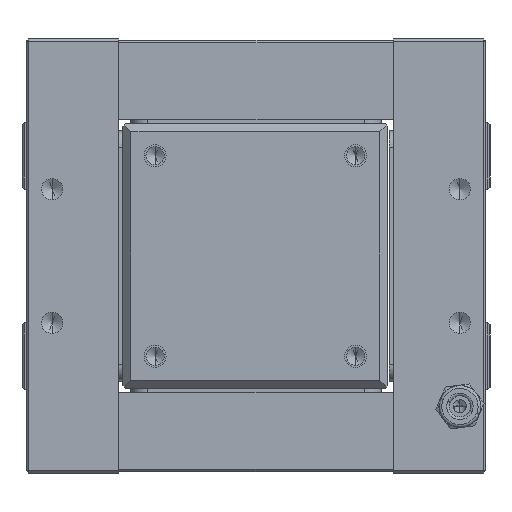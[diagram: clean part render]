
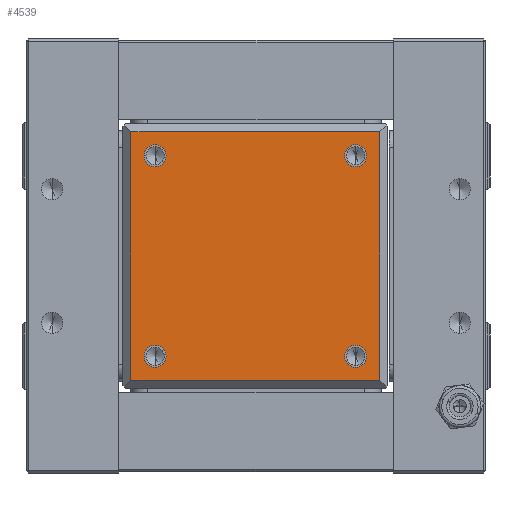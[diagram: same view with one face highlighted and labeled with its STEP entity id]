
A CAD part, left-side view. The second image highlights one B-rep face of the part: STEP entity #4539.
In plain terms, the highlighted planar face has unit normal (-1, 0, 0).
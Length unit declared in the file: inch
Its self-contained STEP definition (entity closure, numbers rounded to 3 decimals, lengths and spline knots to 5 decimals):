
#4 = CARTESIAN_POINT ( 'NONE',  ( -4.5, -0.99, -0.93 ) ) ;
#683 = CARTESIAN_POINT ( 'NONE',  ( -4.5, 0.75, -0.75 ) ) ;
#832 = CIRCLE ( 'NONE', #10324, 0.082 ) ;
#890 = PLANE ( 'NONE',  #26113 ) ;
#1087 = EDGE_CURVE ( 'NONE', #12959, #29213, #32384, .T. ) ;
#1145 = EDGE_CURVE ( 'NONE', #20827, #35241, #6011, .T. ) ;
#1207 = ORIENTED_EDGE ( 'NONE', *, *, #21923, .T. ) ;
#1221 = EDGE_CURVE ( 'NONE', #10828, #14652, #3149, .T. ) ;
#1385 = ORIENTED_EDGE ( 'NONE', *, *, #17167, .T. ) ;
#2144 = ORIENTED_EDGE ( 'NONE', *, *, #1221, .T. ) ;
#2616 = CIRCLE ( 'NONE', #37874, 0.082 ) ;
#2644 = CARTESIAN_POINT ( 'NONE',  ( -4.5, 0.75, 0.75 ) ) ;
#2738 = DIRECTION ( 'NONE',  ( 0., 0., 1. ) ) ;
#3079 = DIRECTION ( 'NONE',  ( 0., -1., 0. ) ) ;
#3149 = LINE ( 'NONE', #8608, #34776 ) ;
#3542 = CIRCLE ( 'NONE', #9682, 0.082 ) ;
#3726 = DIRECTION ( 'NONE',  ( 0., 0., 1. ) ) ;
#3966 = DIRECTION ( 'NONE',  ( 0., 0., -1. ) ) ;
#4336 = FACE_BOUND ( 'NONE', #30721, .T. ) ;
#4539 = ADVANCED_FACE ( 'NONE', ( #5326, #37923, #20638, #21617, #4336 ), #890, .F. ) ;
#5326 = FACE_OUTER_BOUND ( 'NONE', #9209, .T. ) ;
#5696 = DIRECTION ( 'NONE',  ( 0., 0., 1. ) ) ;
#5804 = CARTESIAN_POINT ( 'NONE',  ( -4.5, -0.75, -0.75 ) ) ;
#5885 = DIRECTION ( 'NONE',  ( -1., 0., 0. ) ) ;
#5963 = AXIS2_PLACEMENT_3D ( 'NONE', #24235, #5885, #27307 ) ;
#6011 = CIRCLE ( 'NONE', #35839, 0.082 ) ;
#6234 = ORIENTED_EDGE ( 'NONE', *, *, #1087, .F. ) ;
#6369 = CARTESIAN_POINT ( 'NONE',  ( -4.5, -0.75, -0.75 ) ) ;
#6576 = ORIENTED_EDGE ( 'NONE', *, *, #22982, .T. ) ;
#7793 = CARTESIAN_POINT ( 'NONE',  ( -4.5, 0.75, -0.832 ) ) ;
#8396 = CARTESIAN_POINT ( 'NONE',  ( -4.5, 0.75, -0.75 ) ) ;
#8550 = CARTESIAN_POINT ( 'NONE',  ( -4.5, -0.75, 0.75 ) ) ;
#8608 = CARTESIAN_POINT ( 'NONE',  ( -4.5, -0.99, 0.93 ) ) ;
#9209 = EDGE_LOOP ( 'NONE', ( #1207, #6576, #2144, #1385 ) ) ;
#9416 = DIRECTION ( 'NONE',  ( -1., 0., 0. ) ) ;
#9433 = DIRECTION ( 'NONE',  ( 0., 0., 1. ) ) ;
#9456 = ORIENTED_EDGE ( 'NONE', *, *, #27227, .F. ) ;
#9682 = AXIS2_PLACEMENT_3D ( 'NONE', #2644, #24080, #5696 ) ;
#9957 = LINE ( 'NONE', #4, #33471 ) ;
#9989 = CARTESIAN_POINT ( 'NONE',  ( -4.5, -0.99, 0.99 ) ) ;
#10324 = AXIS2_PLACEMENT_3D ( 'NONE', #8396, #29861, #11490 ) ;
#10574 = AXIS2_PLACEMENT_3D ( 'NONE', #6369, #27788, #9433 ) ;
#10828 = VERTEX_POINT ( 'NONE', #30949 ) ;
#11490 = DIRECTION ( 'NONE',  ( 0., 0., 1. ) ) ;
#11658 = DIRECTION ( 'NONE',  ( 0., 0., 1. ) ) ;
#11741 = DIRECTION ( 'NONE',  ( 0., 0., 1. ) ) ;
#11935 = CIRCLE ( 'NONE', #21938, 0.082 ) ;
#12596 = EDGE_CURVE ( 'NONE', #14967, #34849, #11935, .T. ) ;
#12921 = ORIENTED_EDGE ( 'NONE', *, *, #28164, .F. ) ;
#12959 = VERTEX_POINT ( 'NONE', #36173 ) ;
#14652 = VERTEX_POINT ( 'NONE', #27907 ) ;
#14967 = VERTEX_POINT ( 'NONE', #21920 ) ;
#16129 = ORIENTED_EDGE ( 'NONE', *, *, #30602, .F. ) ;
#17167 = EDGE_CURVE ( 'NONE', #14652, #38393, #27923, .T. ) ;
#19900 = ORIENTED_EDGE ( 'NONE', *, *, #1145, .F. ) ;
#20604 = CARTESIAN_POINT ( 'NONE',  ( -4.5, -0.75, 0.832 ) ) ;
#20638 = FACE_BOUND ( 'NONE', #39208, .T. ) ;
#20788 = DIRECTION ( 'NONE',  ( 0., 1., 0. ) ) ;
#20827 = VERTEX_POINT ( 'NONE', #29978 ) ;
#21405 = AXIS2_PLACEMENT_3D ( 'NONE', #30860, #9416, #27768 ) ;
#21484 = CARTESIAN_POINT ( 'NONE',  ( -4.5, 0.93, -0.93 ) ) ;
#21617 = FACE_BOUND ( 'NONE', #24954, .T. ) ;
#21920 = CARTESIAN_POINT ( 'NONE',  ( -4.5, 0.75, -0.668 ) ) ;
#21923 = EDGE_CURVE ( 'NONE', #38393, #32112, #9957, .T. ) ;
#21938 = AXIS2_PLACEMENT_3D ( 'NONE', #683, #22061, #3726 ) ;
#22061 = DIRECTION ( 'NONE',  ( -1., 0., 0. ) ) ;
#22096 = CARTESIAN_POINT ( 'NONE',  ( -4.5, -0.75, -0.832 ) ) ;
#22288 = DIRECTION ( 'NONE',  ( 1., 0., 0. ) ) ;
#22389 = VERTEX_POINT ( 'NONE', #36283 ) ;
#22982 = EDGE_CURVE ( 'NONE', #32112, #10828, #31929, .T. ) ;
#24080 = DIRECTION ( 'NONE',  ( -1., 0., 0. ) ) ;
#24159 = DIRECTION ( 'NONE',  ( -1., 0., 0. ) ) ;
#24235 = CARTESIAN_POINT ( 'NONE',  ( -4.5, -0.75, 0.75 ) ) ;
#24386 = CIRCLE ( 'NONE', #10574, 0.082 ) ;
#24785 = EDGE_LOOP ( 'NONE', ( #29634, #6234 ) ) ;
#24954 = EDGE_LOOP ( 'NONE', ( #16129, #28475 ) ) ;
#26113 = AXIS2_PLACEMENT_3D ( 'NONE', #9989, #22288, #3966 ) ;
#27227 = EDGE_CURVE ( 'NONE', #35241, #20827, #24386, .T. ) ;
#27307 = DIRECTION ( 'NONE',  ( 0., 0., 1. ) ) ;
#27768 = DIRECTION ( 'NONE',  ( 0., 0., 1. ) ) ;
#27788 = DIRECTION ( 'NONE',  ( -1., 0., 0. ) ) ;
#27907 = CARTESIAN_POINT ( 'NONE',  ( -4.5, 0.93, 0.93 ) ) ;
#27923 = LINE ( 'NONE', #32918, #35116 ) ;
#28164 = EDGE_CURVE ( 'NONE', #34849, #14967, #832, .T. ) ;
#28475 = ORIENTED_EDGE ( 'NONE', *, *, #36345, .F. ) ;
#29213 = VERTEX_POINT ( 'NONE', #31816 ) ;
#29634 = ORIENTED_EDGE ( 'NONE', *, *, #31101, .F. ) ;
#29861 = DIRECTION ( 'NONE',  ( -1., 0., 0. ) ) ;
#29978 = CARTESIAN_POINT ( 'NONE',  ( -4.5, -0.75, -0.668 ) ) ;
#30012 = DIRECTION ( 'NONE',  ( -1., 0., 0. ) ) ;
#30046 = VECTOR ( 'NONE', #11741, 39.37008 ) ;
#30602 = EDGE_CURVE ( 'NONE', #37684, #22389, #2616, .T. ) ;
#30721 = EDGE_LOOP ( 'NONE', ( #19900, #9456 ) ) ;
#30860 = CARTESIAN_POINT ( 'NONE',  ( -4.5, 0.75, 0.75 ) ) ;
#30949 = CARTESIAN_POINT ( 'NONE',  ( -4.5, -0.93, 0.93 ) ) ;
#31101 = EDGE_CURVE ( 'NONE', #29213, #12959, #3542, .T. ) ;
#31816 = CARTESIAN_POINT ( 'NONE',  ( -4.5, 0.75, 0.832 ) ) ;
#31929 = LINE ( 'NONE', #36569, #30046 ) ;
#32112 = VERTEX_POINT ( 'NONE', #34353 ) ;
#32384 = CIRCLE ( 'NONE', #21405, 0.082 ) ;
#32400 = CIRCLE ( 'NONE', #5963, 0.082 ) ;
#32601 = ORIENTED_EDGE ( 'NONE', *, *, #12596, .F. ) ;
#32918 = CARTESIAN_POINT ( 'NONE',  ( -4.5, 0.93, 0.99 ) ) ;
#33471 = VECTOR ( 'NONE', #3079, 39.37008 ) ;
#34353 = CARTESIAN_POINT ( 'NONE',  ( -4.5, -0.93, -0.93 ) ) ;
#34776 = VECTOR ( 'NONE', #20788, 39.37008 ) ;
#34849 = VERTEX_POINT ( 'NONE', #7793 ) ;
#35116 = VECTOR ( 'NONE', #39073, 39.37008 ) ;
#35241 = VERTEX_POINT ( 'NONE', #22096 ) ;
#35839 = AXIS2_PLACEMENT_3D ( 'NONE', #5804, #24159, #2738 ) ;
#36173 = CARTESIAN_POINT ( 'NONE',  ( -4.5, 0.75, 0.668 ) ) ;
#36283 = CARTESIAN_POINT ( 'NONE',  ( -4.5, -0.75, 0.668 ) ) ;
#36345 = EDGE_CURVE ( 'NONE', #22389, #37684, #32400, .T. ) ;
#36569 = CARTESIAN_POINT ( 'NONE',  ( -4.5, -0.93, 0.99 ) ) ;
#37684 = VERTEX_POINT ( 'NONE', #20604 ) ;
#37874 = AXIS2_PLACEMENT_3D ( 'NONE', #8550, #30012, #11658 ) ;
#37923 = FACE_BOUND ( 'NONE', #24785, .T. ) ;
#38393 = VERTEX_POINT ( 'NONE', #21484 ) ;
#39073 = DIRECTION ( 'NONE',  ( 0., 0., -1. ) ) ;
#39208 = EDGE_LOOP ( 'NONE', ( #32601, #12921 ) ) ;
